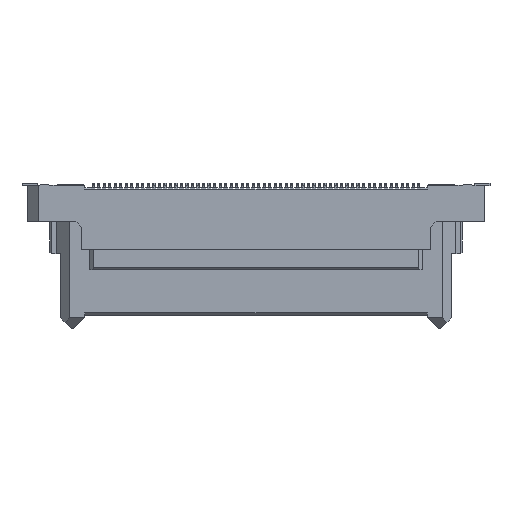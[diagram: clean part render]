
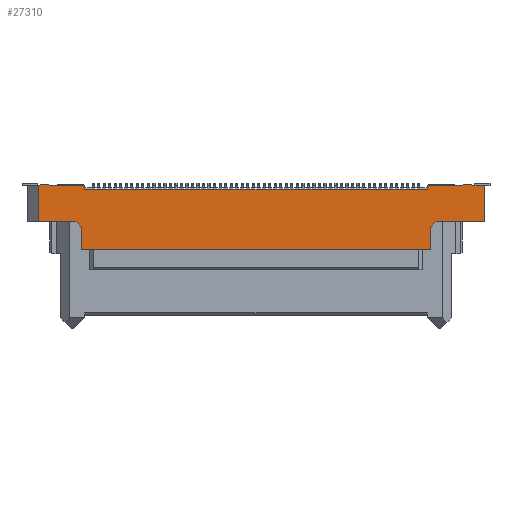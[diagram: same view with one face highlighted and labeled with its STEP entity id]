
A CAD part, front view. The second image highlights one B-rep face of the part: STEP entity #27310.
In plain terms, the highlighted planar face has unit normal (0, -1, 0).
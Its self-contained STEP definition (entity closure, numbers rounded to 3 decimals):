
#680=CARTESIAN_POINT('',(24.54,-94.35,13.5));
#690=VERTEX_POINT('',#680);
#3450=CARTESIAN_POINT('',(59.69,-94.35,13.5));
#3460=VERTEX_POINT('',#3450);
#3510=CARTESIAN_POINT('',(51.16,-94.35,
22.03));
#3520=DIRECTION('',(0.707,0.,
-0.707));
#3530=VECTOR('',#3520,1.);
#3540=LINE('',#3510,#3530);
#3550=CARTESIAN_POINT('',(59.59,-94.35,13.6));
#3560=VERTEX_POINT('',#3550);
#3570=EDGE_CURVE('',#3560,#3460,#3540,.T.);
#8150=CARTESIAN_POINT('',(20.34,-94.35,10.2));
#8160=VERTEX_POINT('',#8150);
#8190=CARTESIAN_POINT('',(28.945,-94.35,10.2));
#8200=DIRECTION('',(-1.,0.,0.));
#8210=VECTOR('',#8200,1.);
#8220=LINE('',#8190,#8210);
#8230=CARTESIAN_POINT('',(23.73,-94.35,10.2));
#8240=VERTEX_POINT('',#8230);
#8250=EDGE_CURVE('',#8240,#8160,#8220,.T.);
#10370=CARTESIAN_POINT('',(58.14,-94.35,
13.5));
#10380=VERTEX_POINT('',#10370);
#10410=CARTESIAN_POINT('',(56.84,-94.35,13.5));
#10420=DIRECTION('',(1.,0.,0.));
#10430=VECTOR('',#10420,1.);
#10440=LINE('',#10410,#10430);
#10450=CARTESIAN_POINT('',(55.54,-94.35,
13.5));
#10460=VERTEX_POINT('',#10450);
#10470=EDGE_CURVE('',#10460,#10380,#10440,.T.);
#10770=CARTESIAN_POINT('',(21.94,-94.35,13.5));
#10780=VERTEX_POINT('',#10770);
#15050=CARTESIAN_POINT('',(24.54,-94.35,
13.15));
#15060=VERTEX_POINT('',#15050);
#15090=CARTESIAN_POINT('',(24.54,-94.35,
3.342));
#15100=DIRECTION('',(0.,0.,1.));
#15110=VECTOR('',#15100,1.);
#15120=LINE('',#15090,#15110);
#15130=EDGE_CURVE('',#15060,#690,#15120,.T.);
#18510=CARTESIAN_POINT('',(58.84,-94.35,13.6));
#18520=VERTEX_POINT('',#18510);
#18550=CARTESIAN_POINT('',(51.135,-94.35,
5.895));
#18560=DIRECTION('',(-0.707,0.,
-0.707));
#18570=VECTOR('',#18560,1.);
#18580=LINE('',#18550,#18570);
#18590=CARTESIAN_POINT('',(58.74,-94.35,13.5));
#18600=VERTEX_POINT('',#18590);
#18610=EDGE_CURVE('',#18520,#18600,#18580,.T.);
#20700=CARTESIAN_POINT('',(55.54,-94.35,
3.242));
#20710=DIRECTION('',(0.,0.,-1.));
#20720=VECTOR('',#20710,1.);
#20730=LINE('',#20700,#20720);
#20740=CARTESIAN_POINT('',(55.54,-94.35,13.15));
#20750=VERTEX_POINT('',#20740);
#20760=EDGE_CURVE('',#10460,#20750,#20730,.T.);
#23340=CARTESIAN_POINT('',(-43.025,-94.35,13.5));
#23350=DIRECTION('',(-1.,0.,0.));
#23360=VECTOR('',#23350,1.);
#23370=LINE('',#23340,#23360);
#23380=EDGE_CURVE('',#690,#10780,#23370,.T.);
#25910=CARTESIAN_POINT('',(56.128,-94.35,
-0.93));
#25920=DIRECTION('',(0.,1.,0.));
#25930=DIRECTION('',(1.,0.,0.));
#25940=AXIS2_PLACEMENT_3D('',#25910,#25920,#25930);
#25950=PLANE('',#25940);
#25960=CARTESIAN_POINT('',(58.74,-94.35,13.5));
#25970=DIRECTION('',(-1.,0.,0.));
#25980=VECTOR('',#25970,1.);
#25990=LINE('',#25960,#25980);
#26000=EDGE_CURVE('',#18600,#10380,#25990,.T.);
#26010=ORIENTED_EDGE('',*,*,#26000,.T.);
#26020=ORIENTED_EDGE('',*,*,#18610,.T.);
#26030=CARTESIAN_POINT('',(51.135,-94.35,13.6));
#26040=DIRECTION('',(-1.,0.,0.));
#26050=VECTOR('',#26040,1.);
#26060=LINE('',#26030,#26050);
#26070=EDGE_CURVE('',#3560,#18520,#26060,.T.);
#26080=ORIENTED_EDGE('',*,*,#26070,.T.);
#26090=ORIENTED_EDGE('',*,*,#3570,.F.);
#26100=CARTESIAN_POINT('',(51.135,-94.35,13.5));
#26110=DIRECTION('',(-1.,0.,0.));
#26120=VECTOR('',#26110,1.);
#26130=LINE('',#26100,#26120);
#26140=CARTESIAN_POINT('',(60.74,-94.35,13.5));
#26150=VERTEX_POINT('',#26140);
#26160=EDGE_CURVE('',#26150,#3460,#26130,.T.);
#26170=ORIENTED_EDGE('',*,*,#26160,.T.);
#26180=CARTESIAN_POINT('',(60.74,-94.35,
10.572));
#26190=DIRECTION('',(0.,0.,-1.));
#26200=VECTOR('',#26190,1.);
#26210=LINE('',#26180,#26200);
#26220=CARTESIAN_POINT('',(60.74,-94.35,
10.2));
#26230=VERTEX_POINT('',#26220);
#26240=EDGE_CURVE('',#26150,#26230,#26210,.T.);
#26250=ORIENTED_EDGE('',*,*,#26240,.F.);
#26260=CARTESIAN_POINT('',(51.135,-94.35,10.2));
#26270=DIRECTION('',(1.,0.,0.));
#26280=VECTOR('',#26270,1.);
#26290=LINE('',#26260,#26280);
#26300=CARTESIAN_POINT('',(56.35,-94.35,
10.2));
#26310=VERTEX_POINT('',#26300);
#26320=EDGE_CURVE('',#26310,#26230,#26290,.T.);
#26330=ORIENTED_EDGE('',*,*,#26320,.T.);
#26340=CARTESIAN_POINT('',(51.135,-94.35,
4.985));
#26350=DIRECTION('',(-0.707,0.,
-0.707));
#26360=VECTOR('',#26350,1.);
#26370=LINE('',#26340,#26360);
#26380=CARTESIAN_POINT('',(55.85,-94.35,
9.7));
#26390=VERTEX_POINT('',#26380);
#26400=EDGE_CURVE('',#26310,#26390,#26370,.T.);
#26410=ORIENTED_EDGE('',*,*,#26400,.F.);
#26420=CARTESIAN_POINT('',(55.85,-94.35,10.2));
#26430=DIRECTION('',(0.,0.,-1.));
#26440=VECTOR('',#26430,1.);
#26450=LINE('',#26420,#26440);
#26460=CARTESIAN_POINT('',(55.85,-94.35,
7.7));
#26470=VERTEX_POINT('',#26460);
#26480=EDGE_CURVE('',#26390,#26470,#26450,.T.);
#26490=ORIENTED_EDGE('',*,*,#26480,.F.);
#26500=CARTESIAN_POINT('',(26.565,-94.35,
7.7));
#26510=DIRECTION('',(1.,0.,0.));
#26520=VECTOR('',#26510,1.);
#26530=LINE('',#26500,#26520);
#26540=CARTESIAN_POINT('',(24.23,-94.35,
7.7));
#26550=VERTEX_POINT('',#26540);
#26560=EDGE_CURVE('',#26550,#26470,#26530,.T.);
#26570=ORIENTED_EDGE('',*,*,#26560,.T.);
#26580=CARTESIAN_POINT('',(24.23,-94.35,10.2));
#26590=DIRECTION('',(0.,0.,-1.));
#26600=VECTOR('',#26590,1.);
#26610=LINE('',#26580,#26600);
#26620=CARTESIAN_POINT('',(24.23,-94.35,
9.7));
#26630=VERTEX_POINT('',#26620);
#26640=EDGE_CURVE('',#26630,#26550,#26610,.T.);
#26650=ORIENTED_EDGE('',*,*,#26640,.T.);
#26660=CARTESIAN_POINT('',(28.945,-94.35,
4.985));
#26670=DIRECTION('',(0.707,0.,
-0.707));
#26680=VECTOR('',#26670,1.);
#26690=LINE('',#26660,#26680);
#26700=EDGE_CURVE('',#8240,#26630,#26690,.T.);
#26710=ORIENTED_EDGE('',*,*,#26700,.T.);
#26720=ORIENTED_EDGE('',*,*,#8250,.F.);
#26730=CARTESIAN_POINT('',(20.34,-94.35,11.85));
#26740=DIRECTION('',(0.,0.,-1.));
#26750=VECTOR('',#26740,1.);
#26760=LINE('',#26730,#26750);
#26770=CARTESIAN_POINT('',(20.34,-94.35,13.5));
#26780=VERTEX_POINT('',#26770);
#26790=EDGE_CURVE('',#26780,#8160,#26760,.T.);
#26800=ORIENTED_EDGE('',*,*,#26790,.T.);
#26810=CARTESIAN_POINT('',(28.945,-94.35,13.5));
#26820=DIRECTION('',(1.,0.,0.));
#26830=VECTOR('',#26820,1.);
#26840=LINE('',#26810,#26830);
#26850=CARTESIAN_POINT('',(20.39,-94.35,13.5));
#26860=VERTEX_POINT('',#26850);
#26870=EDGE_CURVE('',#26780,#26860,#26840,.T.);
#26880=ORIENTED_EDGE('',*,*,#26870,.F.);
#26890=CARTESIAN_POINT('',(28.92,-94.35,
22.03));
#26900=DIRECTION('',(-0.707,0.,
-0.707));
#26910=VECTOR('',#26900,1.);
#26920=LINE('',#26890,#26910);
#26930=CARTESIAN_POINT('',(20.49,-94.35,13.6));
#26940=VERTEX_POINT('',#26930);
#26950=EDGE_CURVE('',#26940,#26860,#26920,.T.);
#26960=ORIENTED_EDGE('',*,*,#26950,.T.);
#26970=CARTESIAN_POINT('',(28.945,-94.35,13.6));
#26980=DIRECTION('',(1.,0.,0.));
#26990=VECTOR('',#26980,1.);
#27000=LINE('',#26970,#26990);
#27010=CARTESIAN_POINT('',(21.24,-94.35,13.6));
#27020=VERTEX_POINT('',#27010);
#27030=EDGE_CURVE('',#26940,#27020,#27000,.T.);
#27040=ORIENTED_EDGE('',*,*,#27030,.F.);
#27050=CARTESIAN_POINT('',(28.945,-94.35,
5.895));
#27060=DIRECTION('',(0.707,0.,
-0.707));
#27070=VECTOR('',#27060,1.);
#27080=LINE('',#27050,#27070);
#27090=CARTESIAN_POINT('',(21.34,-94.35,13.5));
#27100=VERTEX_POINT('',#27090);
#27110=EDGE_CURVE('',#27020,#27100,#27080,.T.);
#27120=ORIENTED_EDGE('',*,*,#27110,.F.);
#27130=CARTESIAN_POINT('',(28.945,-94.35,13.5));
#27140=DIRECTION('',(-1.,0.,0.));
#27150=VECTOR('',#27140,1.);
#27160=LINE('',#27130,#27150);
#27170=EDGE_CURVE('',#10780,#27100,#27160,.T.);
#27180=ORIENTED_EDGE('',*,*,#27170,.T.);
#27190=ORIENTED_EDGE('',*,*,#23380,.T.);
#27200=ORIENTED_EDGE('',*,*,#15130,.T.);
#27210=CARTESIAN_POINT('',(28.945,-94.35,13.15));
#27220=DIRECTION('',(-1.,0.,0.));
#27230=VECTOR('',#27220,1.);
#27240=LINE('',#27210,#27230);
#27250=EDGE_CURVE('',#20750,#15060,#27240,.T.);
#27260=ORIENTED_EDGE('',*,*,#27250,.T.);
#27270=ORIENTED_EDGE('',*,*,#20760,.T.);
#27280=ORIENTED_EDGE('',*,*,#10470,.F.);
#27290=EDGE_LOOP('',(#27280,#27270,#27260,#27200,#27190,#27180,#27120,
#27040,#26960,#26880,#26800,#26720,#26710,#26650,#26570,#26490,#26410,
#26330,#26250,#26170,#26090,#26080,#26020,#26010));
#27300=FACE_OUTER_BOUND('',#27290,.T.);
#27310=ADVANCED_FACE('',(#27300),#25950,.F.);
